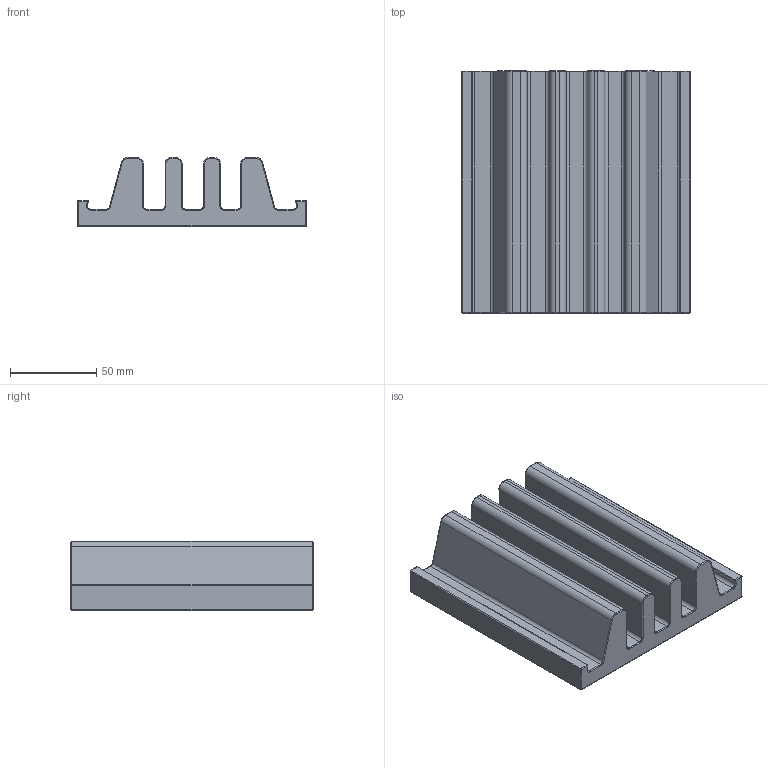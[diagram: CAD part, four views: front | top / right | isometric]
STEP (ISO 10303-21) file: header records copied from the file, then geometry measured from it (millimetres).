
FILE_DESCRIPTION(/* description */ ('STEP AP242','CAx-IF Rec.Pracs.---Representation and Presentation of Product Manufacturing Information (PMI)---4.0---2014-10-13','CAx-IF Rec.Pracs.---3D Tessellated Geometry---0.4---2014-09-14','2;1'),/* implementation_level */ '2;1');
FILE_NAME(/* name */ '661d86cae39c7600f4d51b85',/* time_stamp */ '2024-04-15T19:58:03Z',/* author */ (''),/* organization */ (''),/* preprocessor_version */ 'ST-DEVELOPER v20',/* originating_system */ ' ',/* authorisation */ ' ');
FILE_SCHEMA (('AP242_MANAGED_MODEL_BASED_3D_ENGINEERING_MIM_LF { 1 0 10303 442 1 1 4 }'));
Length unit declared in the file: metre
Products named in the file (1): multi_device_stand
Bounding box: 132.2 x 140 x 40 mm (x, y, z)
Volume: 409035.5 mm3; surface area: 77106.7 mm2
Topology: 1 solids, 1 shells, 146 faces, 336 edges, 180 vertices
Faces by surface type: cylinder 72, torus 36, plane 26, sphere 12
Entity records: 4006 total; most frequent: DIRECTION 798, CARTESIAN_POINT 651, ORIENTED_EDGE 648, AXIS2_PLACEMENT_3D 327, EDGE_CURVE 324, CIRCLE 180, VERTEX_POINT 180, EDGE_LOOP 146
